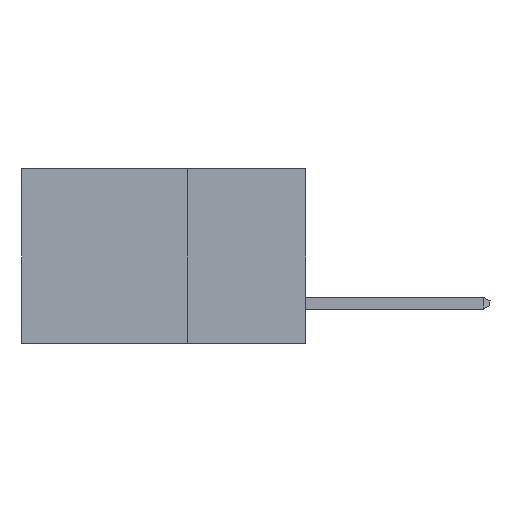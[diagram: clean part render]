
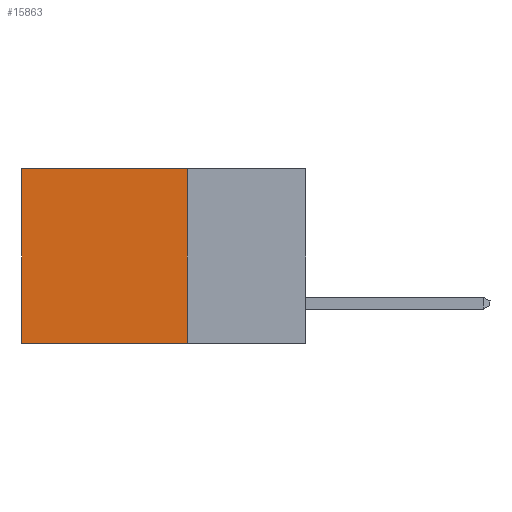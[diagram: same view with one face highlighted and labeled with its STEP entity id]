
A CAD part, left-side view. The second image highlights one B-rep face of the part: STEP entity #15863.
In plain terms, the highlighted planar face has unit normal (-1, 0, 0).
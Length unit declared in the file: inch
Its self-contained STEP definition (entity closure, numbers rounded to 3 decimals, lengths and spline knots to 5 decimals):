
#47 = CARTESIAN_POINT ( 'NONE',  ( 0.2615, 0.25, -0.37 ) ) ;
#1228 = AXIS2_PLACEMENT_3D ( 'NONE', #47, #18492, #10178 ) ;
#1378 = CARTESIAN_POINT ( 'NONE',  ( 0.2615, 0.25, 0. ) ) ;
#2351 = VECTOR ( 'NONE', #13527, 39.37008 ) ;
#2514 = DIRECTION ( 'NONE',  ( 0., 1., 0. ) ) ;
#3289 = VECTOR ( 'NONE', #15250, 39.37008 ) ;
#3306 = CARTESIAN_POINT ( 'NONE',  ( 0.2615, 0.25, -0.37 ) ) ;
#4917 = VECTOR ( 'NONE', #15592, 39.37008 ) ;
#5676 = LINE ( 'NONE', #10216, #2351 ) ;
#6171 = VERTEX_POINT ( 'NONE', #13451 ) ;
#6744 = ORIENTED_EDGE ( 'NONE', *, *, #7597, .F. ) ;
#7247 = FACE_OUTER_BOUND ( 'NONE', #9644, .T. ) ;
#7588 = VERTEX_POINT ( 'NONE', #18092 ) ;
#7597 = EDGE_CURVE ( 'NONE', #7588, #19867, #15063, .T. ) ;
#7747 = VERTEX_POINT ( 'NONE', #8312 ) ;
#7942 = EDGE_CURVE ( 'NONE', #7747, #19867, #5676, .T. ) ;
#8226 = ORIENTED_EDGE ( 'NONE', *, *, #7942, .T. ) ;
#8300 = EDGE_CURVE ( 'NONE', #6171, #7588, #16908, .T. ) ;
#8312 = CARTESIAN_POINT ( 'NONE',  ( 0.2615, 0.6, 0. ) ) ;
#8726 = EDGE_CURVE ( 'NONE', #6171, #7747, #16687, .T. ) ;
#9644 = EDGE_LOOP ( 'NONE', ( #8226, #6744, #16505, #11155 ) ) ;
#10178 = DIRECTION ( 'NONE',  ( 0., 0., -1. ) ) ;
#10216 = CARTESIAN_POINT ( 'NONE',  ( 0.2615, 0.6, -0.37 ) ) ;
#11155 = ORIENTED_EDGE ( 'NONE', *, *, #8726, .T. ) ;
#12340 = PLANE ( 'NONE',  #1228 ) ;
#12365 = CARTESIAN_POINT ( 'NONE',  ( 0.2615, 0.6, -0.37 ) ) ;
#13451 = CARTESIAN_POINT ( 'NONE',  ( 0.2615, 0.25, 0. ) ) ;
#13527 = DIRECTION ( 'NONE',  ( 0., 0., -1. ) ) ;
#13550 = CARTESIAN_POINT ( 'NONE',  ( 0.2615, 0.25, -0.37 ) ) ;
#15063 = LINE ( 'NONE', #13550, #3289 ) ;
#15250 = DIRECTION ( 'NONE',  ( 0., 1., 0. ) ) ;
#15592 = DIRECTION ( 'NONE',  ( 0., 0., -1. ) ) ;
#15863 = ADVANCED_FACE ( 'NONE', ( #7247 ), #12340, .F. ) ;
#15874 = VECTOR ( 'NONE', #2514, 39.37008 ) ;
#16505 = ORIENTED_EDGE ( 'NONE', *, *, #8300, .F. ) ;
#16687 = LINE ( 'NONE', #1378, #15874 ) ;
#16908 = LINE ( 'NONE', #3306, #4917 ) ;
#18092 = CARTESIAN_POINT ( 'NONE',  ( 0.2615, 0.25, -0.37 ) ) ;
#18492 = DIRECTION ( 'NONE',  ( 1., 0., 0. ) ) ;
#19867 = VERTEX_POINT ( 'NONE', #12365 ) ;
